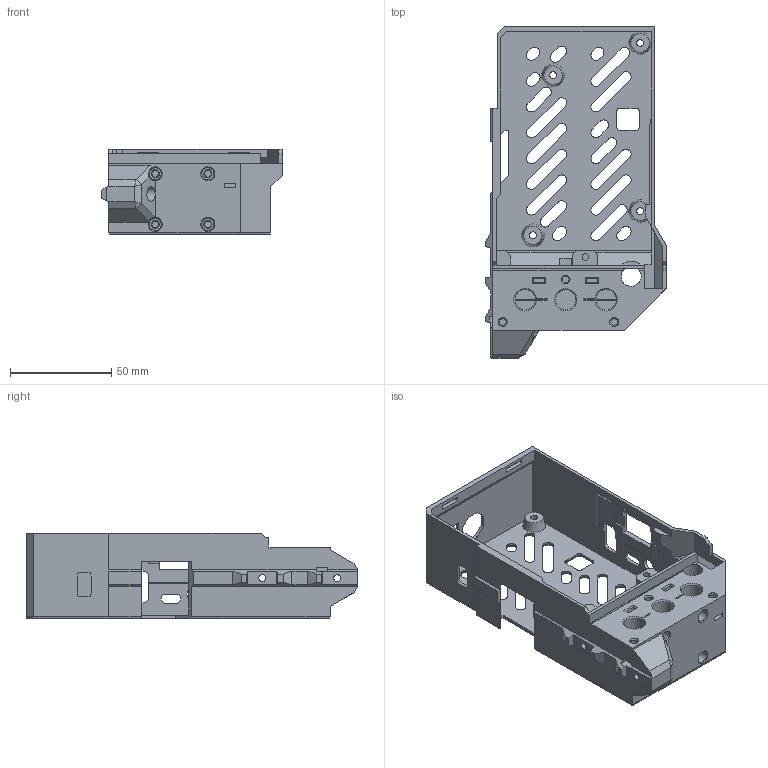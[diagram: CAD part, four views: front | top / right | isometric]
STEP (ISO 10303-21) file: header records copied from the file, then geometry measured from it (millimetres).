
FILE_DESCRIPTION(/* description */ (''),/* implementation_level */ '2;1');
FILE_NAME(/* name */ 'MINI-z-bottom.stp',/* time_stamp */ '2020-01-22T16:22:02+01:00',/* author */ ('Robert Turinsky'),/* organization */ (''),/* preprocessor_version */ 'ST-DEVELOPER v17.2',/* originating_system */ 'Autodesk Inventor 2019',/* authorisation */ '');
FILE_SCHEMA (('AUTOMOTIVE_DESIGN { 1 0 10303 214 3 1 1 }'));
Length unit declared in the file: millimetre
Products named in the file (1): z-bottom
Bounding box: 89.3 x 163.94 x 42 mm (x, y, z)
Volume: 117877.8 mm3; surface area: 64811 mm2
Topology: 1 solids, 1 shells, 834 faces, 2219 edges, 1393 vertices
Faces by surface type: plane 677, cylinder 82, cone 57, bspline 18
Full cylindrical faces by diameter (mm): 3.3 x2, 3.4 x22, 6 x4, 6.5 x1, 7 x2, 10 x2
Entity records: 25848 total; most frequent: CARTESIAN_POINT 4888, ORIENTED_EDGE 4432, DIRECTION 4152, EDGE_CURVE 2216, LINE 1786, VECTOR 1786, VERTEX_POINT 1391, AXIS2_PLACEMENT_3D 1183
